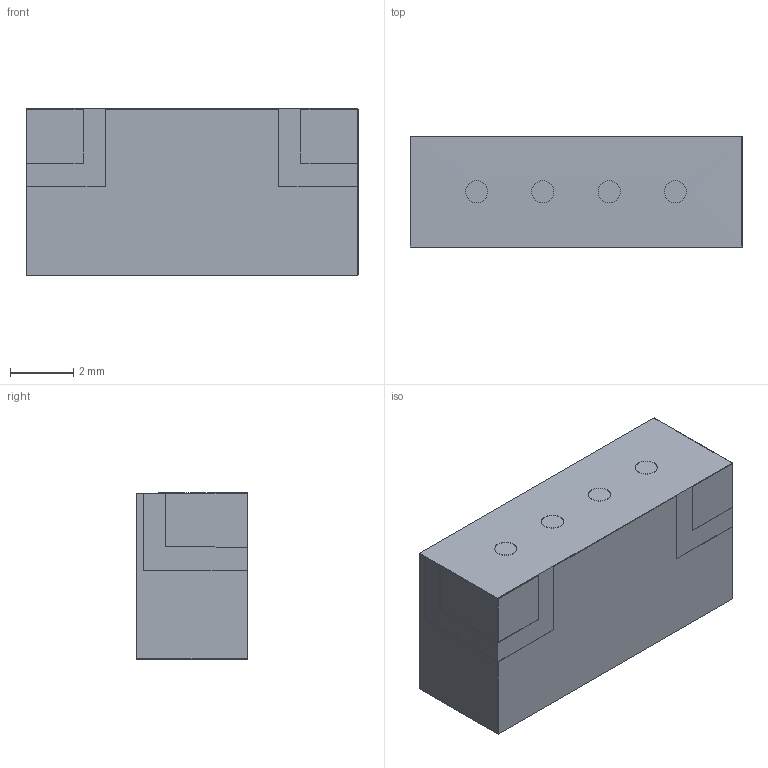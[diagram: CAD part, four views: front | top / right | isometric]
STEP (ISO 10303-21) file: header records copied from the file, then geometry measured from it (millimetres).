
FILE_DESCRIPTION (( 'STEP AP214' ), '1' );
FILE_NAME ('DBP.1232.P.A.50_D01_1216.STEP', '2024-12-17T00:36:16', ( '' ), ( '' ), 'SwSTEP 2.0', 'SolidWorks 2022', '' );
FILE_SCHEMA (( 'AUTOMOTIVE_DESIGN' ));
Length unit declared in the file: millimetre
Products named in the file (1): DBP.1232.P.A.50_D01_1216
Bounding box: 10.52 x 3.52 x 5.27 mm (x, y, z)
Volume: 194.8 mm3; surface area: 222.3 mm2
Topology: 1 solids, 1 shells, 67 faces, 162 edges, 105 vertices
Faces by surface type: plane 51, cylinder 16
Entity records: 2707 total; most frequent: CARTESIAN_POINT 335, DIRECTION 330, ORIENTED_EDGE 324, EDGE_CURVE 162, LINE 130, VECTOR 130, VERTEX_POINT 105, AXIS2_PLACEMENT_3D 100
